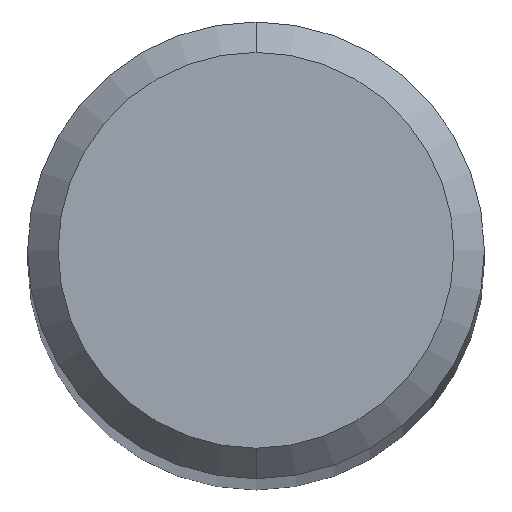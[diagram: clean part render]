
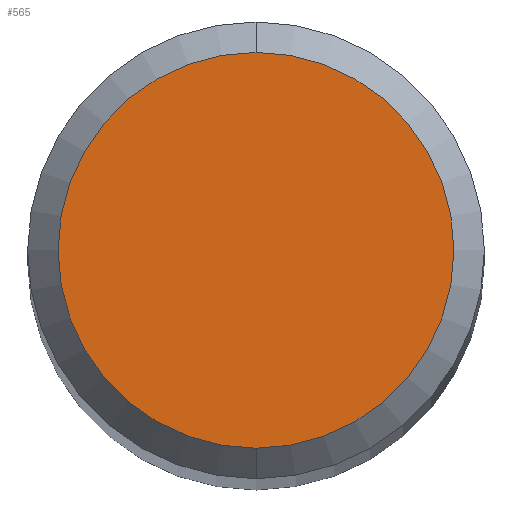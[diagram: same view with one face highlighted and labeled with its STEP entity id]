
A CAD part, top view. The second image highlights one B-rep face of the part: STEP entity #565.
In plain terms, the highlighted planar face has unit normal (0, 0, 1).
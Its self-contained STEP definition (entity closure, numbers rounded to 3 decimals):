
#321=EDGE_CURVE('',#699,#341,#851,.T.);
#341=VERTEX_POINT('',#874);
#565=ADVANCED_FACE('',(#1115),#1116,.T.);
#567=EDGE_CURVE('',#341,#699,#1118,.T.);
#699=VERTEX_POINT('',#1259);
#851=CIRCLE('',#1440,2.6);
#874=CARTESIAN_POINT('',(0.0,2.6,0.0));
#1115=FACE_OUTER_BOUND('',#2417,.T.);
#1116=PLANE('',#2418);
#1118=CIRCLE('',#2421,2.6);
#1259=CARTESIAN_POINT('',(0.,-2.6,0.0));
#1440=AXIS2_PLACEMENT_3D('',#3750,#3751,#3752);
#2417=EDGE_LOOP('',(#4042,#4043));
#2418=AXIS2_PLACEMENT_3D('',#4044,#4045,#4046);
#2421=AXIS2_PLACEMENT_3D('',#4047,#4048,#4049);
#3750=CARTESIAN_POINT('',(0.0,0.0,0.0));
#3751=DIRECTION('',(0.0,0.0,-1.0));
#3752=DIRECTION('',(0.0,1.0,0.0));
#4042=ORIENTED_EDGE('',*,*,#567,.F.);
#4043=ORIENTED_EDGE('',*,*,#321,.F.);
#4044=CARTESIAN_POINT('',(0.0,1.3,0.0));
#4045=DIRECTION('',(-0.0,0.0,1.0));
#4046=DIRECTION('',(0.0,-1.0,0.0));
#4047=CARTESIAN_POINT('',(0.0,0.0,0.0));
#4048=DIRECTION('',(0.0,0.0,-1.0));
#4049=DIRECTION('',(0.0,1.0,0.0));
